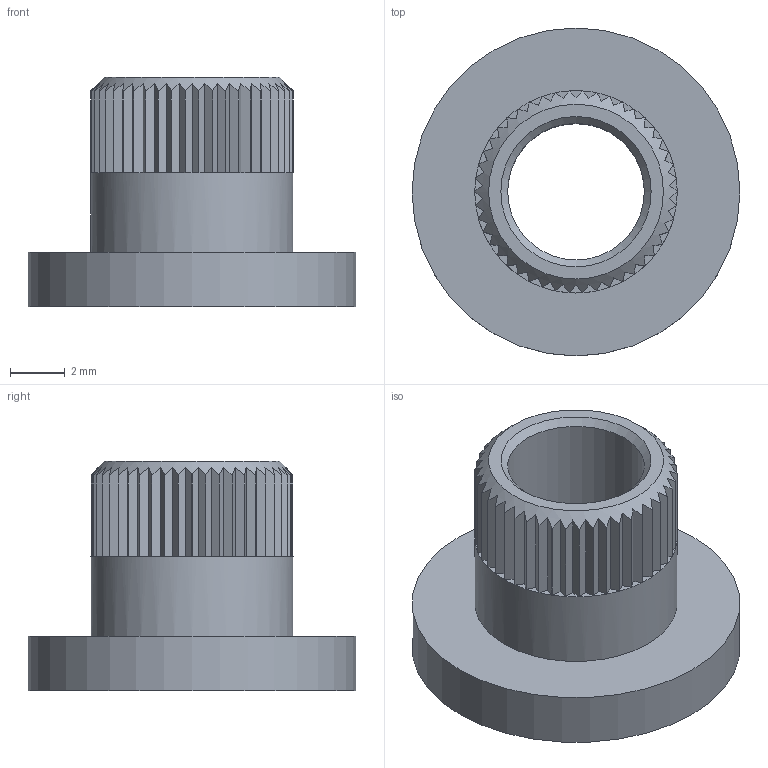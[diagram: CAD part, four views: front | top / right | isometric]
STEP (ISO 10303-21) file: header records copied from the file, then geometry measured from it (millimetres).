
FILE_DESCRIPTION (( 'STEP AP203' ), '1' );
FILE_NAME ('91126-D.STEP', '2016-11-15T13:16:14', ( 'Anwender' ), ( '' ), 'SwSTEP 2.0', 'SolidWorks 2015', '' );
FILE_SCHEMA (( 'CONFIG_CONTROL_DESIGN' ));
Length unit declared in the file: millimetre
Products named in the file (1): 91126-D
Bounding box: 12 x 12 x 8.4 mm (x, y, z)
Volume: 323.5 mm3; surface area: 563 mm2
Topology: 1 solids, 1 shells, 147 faces, 430 edges, 286 vertices
Faces by surface type: plane 141, cylinder 3, cone 3
Full cylindrical faces by diameter (mm): 5 x1, 7.4 x1, 12 x1
Entity records: 4993 total; most frequent: CARTESIAN_POINT 1130, ORIENTED_EDGE 844, DIRECTION 726, EDGE_CURVE 422, VERTEX_POINT 284, AXIS2_PLACEMENT_3D 248, LINE 230, VECTOR 230
